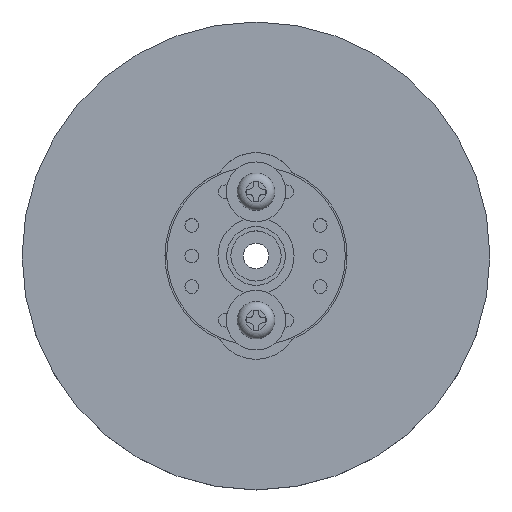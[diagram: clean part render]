
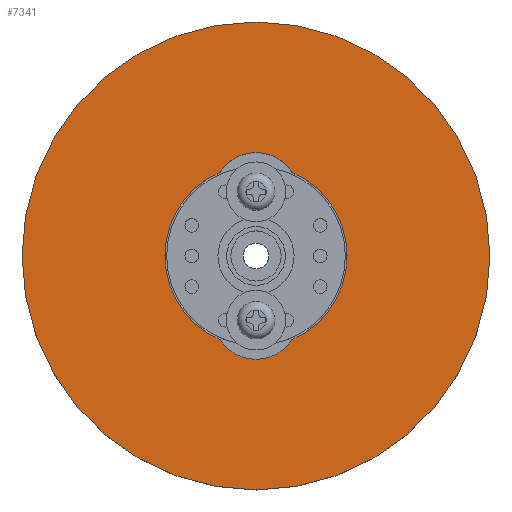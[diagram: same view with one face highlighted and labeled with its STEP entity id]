
A CAD part, top view. The second image highlights one B-rep face of the part: STEP entity #7341.
In plain terms, the highlighted planar face has unit normal (0, 0, 1).
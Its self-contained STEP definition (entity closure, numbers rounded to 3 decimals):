
#7341 = ADVANCED_FACE('',(#7342,#7378),#7355,.F.);
#7342 = FACE_BOUND('',#7343,.T.);
#7343 = EDGE_LOOP('',(#7344));
#7344 = ORIENTED_EDGE('',*,*,#7345,.F.);
#7345 = EDGE_CURVE('',#7346,#7346,#7348,.T.);
#7346 = VERTEX_POINT('',#7347);
#7347 = CARTESIAN_POINT('',(27.5,0.,3.5));
#7348 = SURFACE_CURVE('',#7349,(#7354,#7366),.PCURVE_S1.);
#7349 = CIRCLE('',#7350,27.5);
#7350 = AXIS2_PLACEMENT_3D('',#7351,#7352,#7353);
#7351 = CARTESIAN_POINT('',(0.,0.,3.5));
#7352 = DIRECTION('',(0.,0.,-1.));
#7353 = DIRECTION('',(1.,0.,0.));
#7354 = PCURVE('',#7355,#7360);
#7355 = PLANE('',#7356);
#7356 = AXIS2_PLACEMENT_3D('',#7357,#7358,#7359);
#7357 = CARTESIAN_POINT('',(0.,0.,3.5));
#7358 = DIRECTION('',(0.,0.,-1.));
#7359 = DIRECTION('',(1.,0.,0.));
#7360 = DEFINITIONAL_REPRESENTATION('',(#7361),#7365);
#7361 = CIRCLE('',#7362,27.5);
#7362 = AXIS2_PLACEMENT_2D('',#7363,#7364);
#7363 = CARTESIAN_POINT('',(0.,0.));
#7364 = DIRECTION('',(1.,-0.));
#7365 = ( GEOMETRIC_REPRESENTATION_CONTEXT(2) 
PARAMETRIC_REPRESENTATION_CONTEXT() REPRESENTATION_CONTEXT('2D SPACE',''
  ) );
#7366 = PCURVE('',#7367,#7372);
#7367 = CYLINDRICAL_SURFACE('',#7368,27.5);
#7368 = AXIS2_PLACEMENT_3D('',#7369,#7370,#7371);
#7369 = CARTESIAN_POINT('',(0.,0.,3.5));
#7370 = DIRECTION('',(0.,0.,-1.));
#7371 = DIRECTION('',(1.,0.,0.));
#7372 = DEFINITIONAL_REPRESENTATION('',(#7373),#7377);
#7373 = LINE('',#7374,#7375);
#7374 = CARTESIAN_POINT('',(0.,0.));
#7375 = VECTOR('',#7376,1.);
#7376 = DIRECTION('',(1.,0.));
#7377 = ( GEOMETRIC_REPRESENTATION_CONTEXT(2) 
PARAMETRIC_REPRESENTATION_CONTEXT() REPRESENTATION_CONTEXT('2D SPACE',''
  ) );
#7378 = FACE_BOUND('',#7379,.T.);
#7379 = EDGE_LOOP('',(#7380,#7415,#7448,#7481,#7514));
#7380 = ORIENTED_EDGE('',*,*,#7381,.F.);
#7381 = EDGE_CURVE('',#7382,#7384,#7386,.T.);
#7382 = VERTEX_POINT('',#7383);
#7383 = CARTESIAN_POINT('',(-10.7,0.,3.5));
#7384 = VERTEX_POINT('',#7385);
#7385 = CARTESIAN_POINT('',(-4.219,-9.833,3.5));
#7386 = SURFACE_CURVE('',#7387,(#7392,#7403),.PCURVE_S1.);
#7387 = CIRCLE('',#7388,10.7);
#7388 = AXIS2_PLACEMENT_3D('',#7389,#7390,#7391);
#7389 = CARTESIAN_POINT('',(0.,0.,3.5));
#7390 = DIRECTION('',(0.,0.,1.));
#7391 = DIRECTION('',(-1.,0.,0.));
#7392 = PCURVE('',#7355,#7393);
#7393 = DEFINITIONAL_REPRESENTATION('',(#7394),#7402);
#7394 = ( BOUNDED_CURVE() B_SPLINE_CURVE(2,(#7395,#7396,#7397,#7398,
#7399,#7400,#7401),.UNSPECIFIED.,.F.,.F.) B_SPLINE_CURVE_WITH_KNOTS((1,2
    ,2,2,2,1),(-2.094,0.,2.094,4.189,
6.283,8.378),.UNSPECIFIED.) CURVE() 
GEOMETRIC_REPRESENTATION_ITEM() RATIONAL_B_SPLINE_CURVE((1.,0.5,1.,0.5,
1.,0.5,1.)) REPRESENTATION_ITEM('') );
#7395 = CARTESIAN_POINT('',(-10.7,0.));
#7396 = CARTESIAN_POINT('',(-10.7,18.533));
#7397 = CARTESIAN_POINT('',(5.35,9.266));
#7398 = CARTESIAN_POINT('',(21.4,0.));
#7399 = CARTESIAN_POINT('',(5.35,-9.266));
#7400 = CARTESIAN_POINT('',(-10.7,-18.533));
#7401 = CARTESIAN_POINT('',(-10.7,0.));
#7402 = ( GEOMETRIC_REPRESENTATION_CONTEXT(2) 
PARAMETRIC_REPRESENTATION_CONTEXT() REPRESENTATION_CONTEXT('2D SPACE',''
  ) );
#7403 = PCURVE('',#7404,#7409);
#7404 = CYLINDRICAL_SURFACE('',#7405,10.7);
#7405 = AXIS2_PLACEMENT_3D('',#7406,#7407,#7408);
#7406 = CARTESIAN_POINT('',(0.,0.,3.5));
#7407 = DIRECTION('',(0.,0.,1.));
#7408 = DIRECTION('',(-1.,0.,0.));
#7409 = DEFINITIONAL_REPRESENTATION('',(#7410),#7414);
#7410 = LINE('',#7411,#7412);
#7411 = CARTESIAN_POINT('',(0.,0.));
#7412 = VECTOR('',#7413,1.);
#7413 = DIRECTION('',(1.,0.));
#7414 = ( GEOMETRIC_REPRESENTATION_CONTEXT(2) 
PARAMETRIC_REPRESENTATION_CONTEXT() REPRESENTATION_CONTEXT('2D SPACE',''
  ) );
#7415 = ORIENTED_EDGE('',*,*,#7416,.F.);
#7416 = EDGE_CURVE('',#7417,#7382,#7419,.T.);
#7417 = VERTEX_POINT('',#7418);
#7418 = CARTESIAN_POINT('',(-4.219,9.833,3.5));
#7419 = SURFACE_CURVE('',#7420,(#7425,#7436),.PCURVE_S1.);
#7420 = CIRCLE('',#7421,10.7);
#7421 = AXIS2_PLACEMENT_3D('',#7422,#7423,#7424);
#7422 = CARTESIAN_POINT('',(0.,0.,3.5));
#7423 = DIRECTION('',(0.,0.,1.));
#7424 = DIRECTION('',(-1.,0.,0.));
#7425 = PCURVE('',#7355,#7426);
#7426 = DEFINITIONAL_REPRESENTATION('',(#7427),#7435);
#7427 = ( BOUNDED_CURVE() B_SPLINE_CURVE(2,(#7428,#7429,#7430,#7431,
#7432,#7433,#7434),.UNSPECIFIED.,.F.,.F.) B_SPLINE_CURVE_WITH_KNOTS((1,2
    ,2,2,2,1),(-2.094,0.,2.094,4.189,
6.283,8.378),.UNSPECIFIED.) CURVE() 
GEOMETRIC_REPRESENTATION_ITEM() RATIONAL_B_SPLINE_CURVE((1.,0.5,1.,0.5,
1.,0.5,1.)) REPRESENTATION_ITEM('') );
#7428 = CARTESIAN_POINT('',(-10.7,0.));
#7429 = CARTESIAN_POINT('',(-10.7,18.533));
#7430 = CARTESIAN_POINT('',(5.35,9.266));
#7431 = CARTESIAN_POINT('',(21.4,0.));
#7432 = CARTESIAN_POINT('',(5.35,-9.266));
#7433 = CARTESIAN_POINT('',(-10.7,-18.533));
#7434 = CARTESIAN_POINT('',(-10.7,0.));
#7435 = ( GEOMETRIC_REPRESENTATION_CONTEXT(2) 
PARAMETRIC_REPRESENTATION_CONTEXT() REPRESENTATION_CONTEXT('2D SPACE',''
  ) );
#7436 = PCURVE('',#7437,#7442);
#7437 = CYLINDRICAL_SURFACE('',#7438,10.7);
#7438 = AXIS2_PLACEMENT_3D('',#7439,#7440,#7441);
#7439 = CARTESIAN_POINT('',(0.,0.,3.5));
#7440 = DIRECTION('',(0.,0.,1.));
#7441 = DIRECTION('',(-1.,0.,0.));
#7442 = DEFINITIONAL_REPRESENTATION('',(#7443),#7447);
#7443 = LINE('',#7444,#7445);
#7444 = CARTESIAN_POINT('',(0.,0.));
#7445 = VECTOR('',#7446,1.);
#7446 = DIRECTION('',(1.,0.));
#7447 = ( GEOMETRIC_REPRESENTATION_CONTEXT(2) 
PARAMETRIC_REPRESENTATION_CONTEXT() REPRESENTATION_CONTEXT('2D SPACE',''
  ) );
#7448 = ORIENTED_EDGE('',*,*,#7449,.F.);
#7449 = EDGE_CURVE('',#7450,#7417,#7452,.T.);
#7450 = VERTEX_POINT('',#7451);
#7451 = CARTESIAN_POINT('',(4.219,9.833,3.5));
#7452 = SURFACE_CURVE('',#7453,(#7458,#7469),.PCURVE_S1.);
#7453 = CIRCLE('',#7454,5.);
#7454 = AXIS2_PLACEMENT_3D('',#7455,#7456,#7457);
#7455 = CARTESIAN_POINT('',(0.,7.15,3.5));
#7456 = DIRECTION('',(0.,0.,1.));
#7457 = DIRECTION('',(1.,0.,0.));
#7458 = PCURVE('',#7355,#7459);
#7459 = DEFINITIONAL_REPRESENTATION('',(#7460),#7468);
#7460 = ( BOUNDED_CURVE() B_SPLINE_CURVE(2,(#7461,#7462,#7463,#7464,
#7465,#7466,#7467),.UNSPECIFIED.,.F.,.F.) B_SPLINE_CURVE_WITH_KNOTS((1,2
    ,2,2,2,1),(-2.094,0.,2.094,4.189,
6.283,8.378),.UNSPECIFIED.) CURVE() 
GEOMETRIC_REPRESENTATION_ITEM() RATIONAL_B_SPLINE_CURVE((1.,0.5,1.,0.5,
1.,0.5,1.)) REPRESENTATION_ITEM('') );
#7461 = CARTESIAN_POINT('',(5.,-7.15));
#7462 = CARTESIAN_POINT('',(5.,-15.81));
#7463 = CARTESIAN_POINT('',(-2.5,-11.48));
#7464 = CARTESIAN_POINT('',(-10.,-7.15));
#7465 = CARTESIAN_POINT('',(-2.5,-2.82));
#7466 = CARTESIAN_POINT('',(5.,1.51));
#7467 = CARTESIAN_POINT('',(5.,-7.15));
#7468 = ( GEOMETRIC_REPRESENTATION_CONTEXT(2) 
PARAMETRIC_REPRESENTATION_CONTEXT() REPRESENTATION_CONTEXT('2D SPACE',''
  ) );
#7469 = PCURVE('',#7470,#7475);
#7470 = CYLINDRICAL_SURFACE('',#7471,5.);
#7471 = AXIS2_PLACEMENT_3D('',#7472,#7473,#7474);
#7472 = CARTESIAN_POINT('',(0.,7.15,3.5));
#7473 = DIRECTION('',(0.,0.,1.));
#7474 = DIRECTION('',(1.,0.,0.));
#7475 = DEFINITIONAL_REPRESENTATION('',(#7476),#7480);
#7476 = LINE('',#7477,#7478);
#7477 = CARTESIAN_POINT('',(0.,0.));
#7478 = VECTOR('',#7479,1.);
#7479 = DIRECTION('',(1.,0.));
#7480 = ( GEOMETRIC_REPRESENTATION_CONTEXT(2) 
PARAMETRIC_REPRESENTATION_CONTEXT() REPRESENTATION_CONTEXT('2D SPACE',''
  ) );
#7481 = ORIENTED_EDGE('',*,*,#7482,.F.);
#7482 = EDGE_CURVE('',#7483,#7450,#7485,.T.);
#7483 = VERTEX_POINT('',#7484);
#7484 = CARTESIAN_POINT('',(4.219,-9.833,3.5));
#7485 = SURFACE_CURVE('',#7486,(#7491,#7502),.PCURVE_S1.);
#7486 = CIRCLE('',#7487,10.7);
#7487 = AXIS2_PLACEMENT_3D('',#7488,#7489,#7490);
#7488 = CARTESIAN_POINT('',(0.,0.,3.5));
#7489 = DIRECTION('',(0.,0.,1.));
#7490 = DIRECTION('',(-1.,0.,0.));
#7491 = PCURVE('',#7355,#7492);
#7492 = DEFINITIONAL_REPRESENTATION('',(#7493),#7501);
#7493 = ( BOUNDED_CURVE() B_SPLINE_CURVE(2,(#7494,#7495,#7496,#7497,
#7498,#7499,#7500),.UNSPECIFIED.,.F.,.F.) B_SPLINE_CURVE_WITH_KNOTS((1,2
    ,2,2,2,1),(-2.094,0.,2.094,4.189,
6.283,8.378),.UNSPECIFIED.) CURVE() 
GEOMETRIC_REPRESENTATION_ITEM() RATIONAL_B_SPLINE_CURVE((1.,0.5,1.,0.5,
1.,0.5,1.)) REPRESENTATION_ITEM('') );
#7494 = CARTESIAN_POINT('',(-10.7,0.));
#7495 = CARTESIAN_POINT('',(-10.7,18.533));
#7496 = CARTESIAN_POINT('',(5.35,9.266));
#7497 = CARTESIAN_POINT('',(21.4,0.));
#7498 = CARTESIAN_POINT('',(5.35,-9.266));
#7499 = CARTESIAN_POINT('',(-10.7,-18.533));
#7500 = CARTESIAN_POINT('',(-10.7,0.));
#7501 = ( GEOMETRIC_REPRESENTATION_CONTEXT(2) 
PARAMETRIC_REPRESENTATION_CONTEXT() REPRESENTATION_CONTEXT('2D SPACE',''
  ) );
#7502 = PCURVE('',#7503,#7508);
#7503 = CYLINDRICAL_SURFACE('',#7504,10.7);
#7504 = AXIS2_PLACEMENT_3D('',#7505,#7506,#7507);
#7505 = CARTESIAN_POINT('',(0.,0.,3.5));
#7506 = DIRECTION('',(0.,0.,1.));
#7507 = DIRECTION('',(-1.,0.,0.));
#7508 = DEFINITIONAL_REPRESENTATION('',(#7509),#7513);
#7509 = LINE('',#7510,#7511);
#7510 = CARTESIAN_POINT('',(0.,0.));
#7511 = VECTOR('',#7512,1.);
#7512 = DIRECTION('',(1.,0.));
#7513 = ( GEOMETRIC_REPRESENTATION_CONTEXT(2) 
PARAMETRIC_REPRESENTATION_CONTEXT() REPRESENTATION_CONTEXT('2D SPACE',''
  ) );
#7514 = ORIENTED_EDGE('',*,*,#7515,.F.);
#7515 = EDGE_CURVE('',#7384,#7483,#7516,.T.);
#7516 = SURFACE_CURVE('',#7517,(#7522,#7533),.PCURVE_S1.);
#7517 = CIRCLE('',#7518,5.);
#7518 = AXIS2_PLACEMENT_3D('',#7519,#7520,#7521);
#7519 = CARTESIAN_POINT('',(0.,-7.15,3.5));
#7520 = DIRECTION('',(0.,0.,1.));
#7521 = DIRECTION('',(-1.,0.,0.));
#7522 = PCURVE('',#7355,#7523);
#7523 = DEFINITIONAL_REPRESENTATION('',(#7524),#7532);
#7524 = ( BOUNDED_CURVE() B_SPLINE_CURVE(2,(#7525,#7526,#7527,#7528,
#7529,#7530,#7531),.UNSPECIFIED.,.F.,.F.) B_SPLINE_CURVE_WITH_KNOTS((1,2
    ,2,2,2,1),(-2.094,0.,2.094,4.189,
6.283,8.378),.UNSPECIFIED.) CURVE() 
GEOMETRIC_REPRESENTATION_ITEM() RATIONAL_B_SPLINE_CURVE((1.,0.5,1.,0.5,
1.,0.5,1.)) REPRESENTATION_ITEM('') );
#7525 = CARTESIAN_POINT('',(-5.,7.15));
#7526 = CARTESIAN_POINT('',(-5.,15.81));
#7527 = CARTESIAN_POINT('',(2.5,11.48));
#7528 = CARTESIAN_POINT('',(10.,7.15));
#7529 = CARTESIAN_POINT('',(2.5,2.82));
#7530 = CARTESIAN_POINT('',(-5.,-1.51));
#7531 = CARTESIAN_POINT('',(-5.,7.15));
#7532 = ( GEOMETRIC_REPRESENTATION_CONTEXT(2) 
PARAMETRIC_REPRESENTATION_CONTEXT() REPRESENTATION_CONTEXT('2D SPACE',''
  ) );
#7533 = PCURVE('',#7534,#7539);
#7534 = CYLINDRICAL_SURFACE('',#7535,5.);
#7535 = AXIS2_PLACEMENT_3D('',#7536,#7537,#7538);
#7536 = CARTESIAN_POINT('',(0.,-7.15,3.5));
#7537 = DIRECTION('',(0.,0.,1.));
#7538 = DIRECTION('',(-1.,0.,0.));
#7539 = DEFINITIONAL_REPRESENTATION('',(#7540),#7544);
#7540 = LINE('',#7541,#7542);
#7541 = CARTESIAN_POINT('',(0.,0.));
#7542 = VECTOR('',#7543,1.);
#7543 = DIRECTION('',(1.,0.));
#7544 = ( GEOMETRIC_REPRESENTATION_CONTEXT(2) 
PARAMETRIC_REPRESENTATION_CONTEXT() REPRESENTATION_CONTEXT('2D SPACE',''
  ) );
